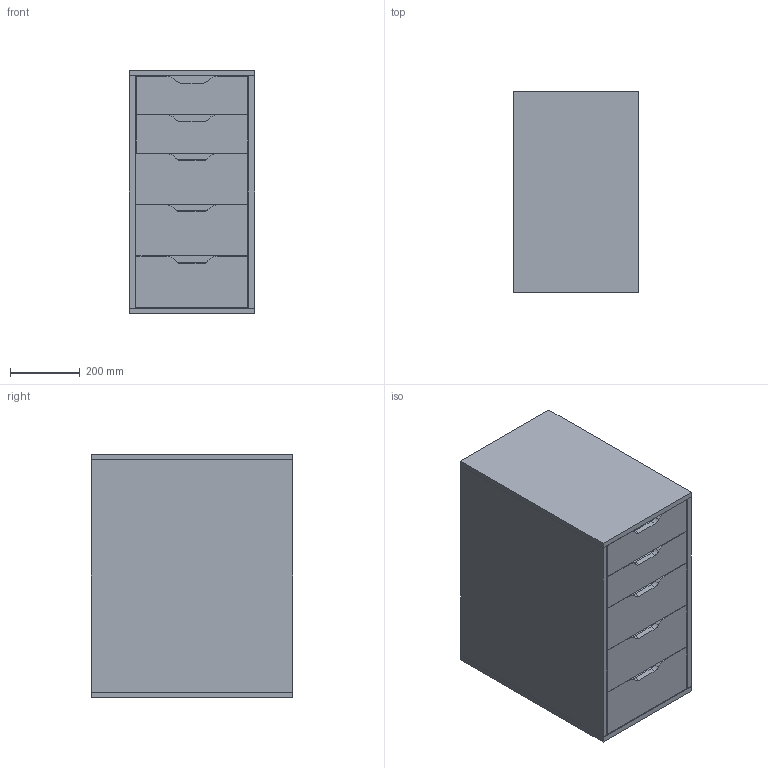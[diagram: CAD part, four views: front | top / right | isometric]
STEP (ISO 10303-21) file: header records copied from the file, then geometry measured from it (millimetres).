
FILE_DESCRIPTION(/* description */ (''),/* implementation_level */ '2;1');
FILE_NAME(/* name */ 'Ikea Alex.step',/* time_stamp */ '2021-02-27T01:17:31+01:00',/* author */ (''),/* organization */ (''),/* preprocessor_version */ 'ST-DEVELOPER v18.1',/* originating_system */ 'Autodesk Translation Framework v9.7.1.1290',/* authorisation */ '');
FILE_SCHEMA (('AUTOMOTIVE_DESIGN { 1 0 10303 214 3 1 1 }'));
Length unit declared in the file: millimetre
Products named in the file (4): Schubladenelement Ikea Alex; Außenteile; Schublade groß; Schublade klein
Assembly tree (6 placements, depth 3):
  Schubladenelement Ikea Alex
    Außenteile
      Schublade groß  x3
      Schublade klein  x2
Bounding box: 360 x 580 x 700 mm (x, y, z)
Volume: 43399732.9 mm3; surface area: 6846115.6 mm2
Topology: 30 solids, 30 shells, 250 faces, 570 edges, 380 vertices
Faces by surface type: plane 230, cylinder 20
Entity records: 3362 total; most frequent: CARTESIAN_POINT 569, DIRECTION 538, ORIENTED_EDGE 528, EDGE_CURVE 264, LINE 248, VECTOR 248, VERTEX_POINT 176, AXIS2_PLACEMENT_3D 145
